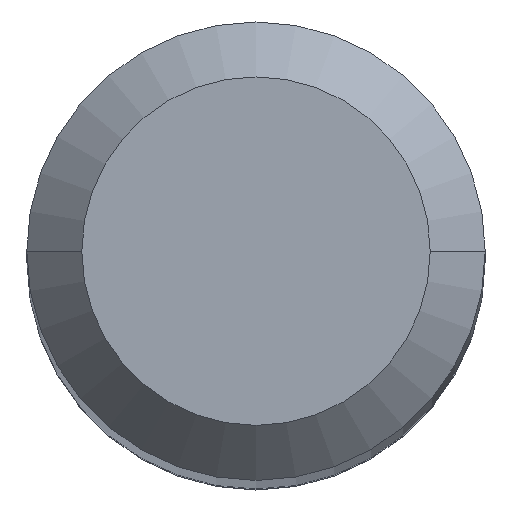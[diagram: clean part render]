
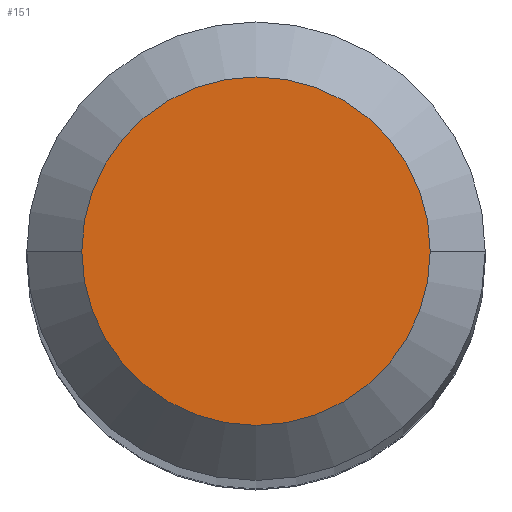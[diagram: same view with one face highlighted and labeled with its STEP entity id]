
A CAD part, top view. The second image highlights one B-rep face of the part: STEP entity #151.
In plain terms, the highlighted planar face has unit normal (0, 0, 1).
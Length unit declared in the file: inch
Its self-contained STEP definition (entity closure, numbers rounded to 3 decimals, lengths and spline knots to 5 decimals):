
#10 = CARTESIAN_POINT ( 'NONE',  ( 0.0475, 0., 1.5 ) ) ;
#33 = EDGE_CURVE ( 'NONE', #213, #280, #290, .T. ) ;
#60 = CARTESIAN_POINT ( 'NONE',  ( 0., 0., 1.5 ) ) ;
#64 = CARTESIAN_POINT ( 'NONE',  ( 0., 0., 1.5 ) ) ;
#79 = CARTESIAN_POINT ( 'NONE',  ( -0.0475, 0., 1.5 ) ) ;
#94 = CARTESIAN_POINT ( 'NONE',  ( 0., 0., 1.5 ) ) ;
#95 = EDGE_CURVE ( 'NONE', #280, #213, #378, .T. ) ;
#107 = AXIS2_PLACEMENT_3D ( 'NONE', #94, #127, #189 ) ;
#126 = AXIS2_PLACEMENT_3D ( 'NONE', #64, #184, #244 ) ;
#127 = DIRECTION ( 'NONE',  ( 0., 0., 1. ) ) ;
#148 = AXIS2_PLACEMENT_3D ( 'NONE', #60, #324, #301 ) ;
#151 = ADVANCED_FACE ( 'NONE', ( #216 ), #359, .T. ) ;
#184 = DIRECTION ( 'NONE',  ( 0., 0., 1. ) ) ;
#189 = DIRECTION ( 'NONE',  ( 1., 0., 0. ) ) ;
#213 = VERTEX_POINT ( 'NONE', #10 ) ;
#216 = FACE_OUTER_BOUND ( 'NONE', #286, .T. ) ;
#224 = ORIENTED_EDGE ( 'NONE', *, *, #33, .T. ) ;
#244 = DIRECTION ( 'NONE',  ( 1., 0., 0. ) ) ;
#280 = VERTEX_POINT ( 'NONE', #79 ) ;
#286 = EDGE_LOOP ( 'NONE', ( #347, #224 ) ) ;
#290 = CIRCLE ( 'NONE', #148, 0.0475 ) ;
#301 = DIRECTION ( 'NONE',  ( 1., 0., 0. ) ) ;
#324 = DIRECTION ( 'NONE',  ( 0., 0., 1. ) ) ;
#347 = ORIENTED_EDGE ( 'NONE', *, *, #95, .T. ) ;
#359 = PLANE ( 'NONE',  #107 ) ;
#378 = CIRCLE ( 'NONE', #126, 0.0475 ) ;
